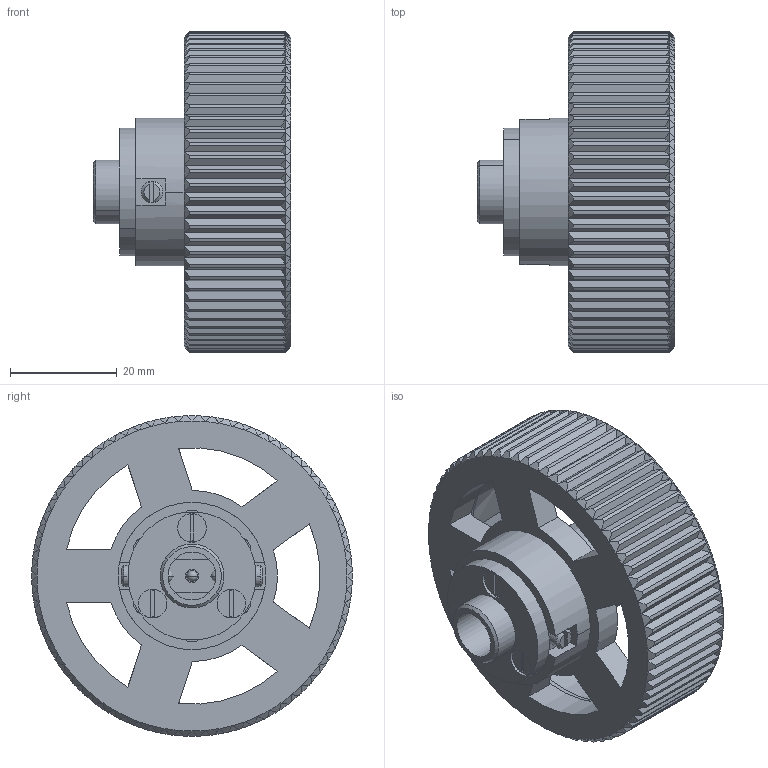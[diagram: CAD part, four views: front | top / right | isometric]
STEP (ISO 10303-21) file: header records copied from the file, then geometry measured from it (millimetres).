
FILE_DESCRIPTION((''),'2;1');
FILE_NAME('00172500100','2020-06-29T',('presta_be4'),(''),'CREO PARAMETRIC BY PTC INC, 2018360','CREO PARAMETRIC BY PTC INC, 2018360','');
FILE_SCHEMA(('CONFIG_CONTROL_DESIGN'));
Length unit declared in the file: millimetre
Products named in the file (1): 00172500100
Bounding box: 37.02 x 59.97 x 59.97 mm (x, y, z)
Volume: 32770.9 mm3; surface area: 18393.7 mm2
Topology: 2 solids, 2 shells, 974 faces, 2828 edges, 1713 vertices
Faces by surface type: plane 412, cone 258, cylinder 214, revolution 72, torus 12, sphere 6
Entity records: 34540 total; most frequent: CARTESIAN_POINT 9285, ORIENTED_EDGE 5644, DIRECTION 4982, EDGE_CURVE 2822, AXIS2_PLACEMENT_3D 1820, VERTEX_POINT 1713, VECTOR 1270, LINE 1270
